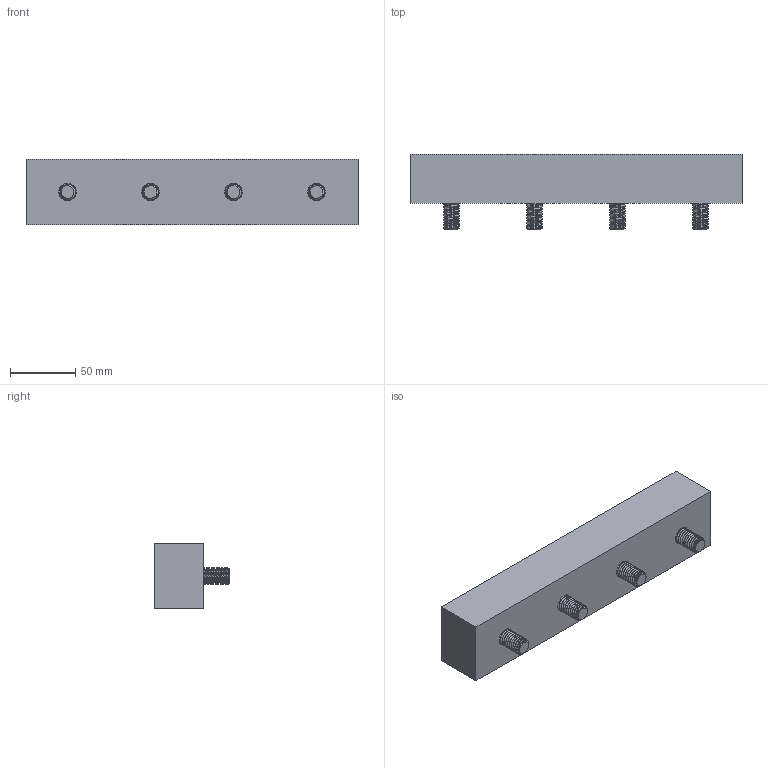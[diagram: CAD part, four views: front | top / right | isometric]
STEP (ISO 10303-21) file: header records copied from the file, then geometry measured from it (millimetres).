
FILE_DESCRIPTION (( 'STEP AP214' ), '1' );
FILE_NAME ('33380.STEP', '2018-04-17T13:20:03', ( 'Mike W' ), ( '' ), 'SwSTEP 2.0', 'SolidWorks 2017', '' );
FILE_SCHEMA (( 'AUTOMOTIVE_DESIGN' ));
Length unit declared in the file: inch
Products named in the file (3): 1213134 SHCS_1213134 SHCS; 333801_333801; 33380
Assembly tree (5 placements, depth 2):
  33380
    333801_333801
    1213134 SHCS_1213134 SHCS  x4
Bounding box: 254 x 57.91 x 50.29 mm (x, y, z)
Volume: 480637.8 mm3; surface area: 70992.3 mm2
Topology: 5 solids, 5 shells, 466 faces, 1252 edges, 808 vertices
Faces by surface type: cylinder 340, cone 68, plane 50, bspline 8
Entity records: 6349 total; most frequent: CARTESIAN_POINT 3281, ORIENTED_EDGE 716, DIRECTION 530, EDGE_CURVE 358, VERTEX_POINT 232, AXIS2_PLACEMENT_3D 200, EDGE_LOOP 150, FACE_OUTER_BOUND 136
